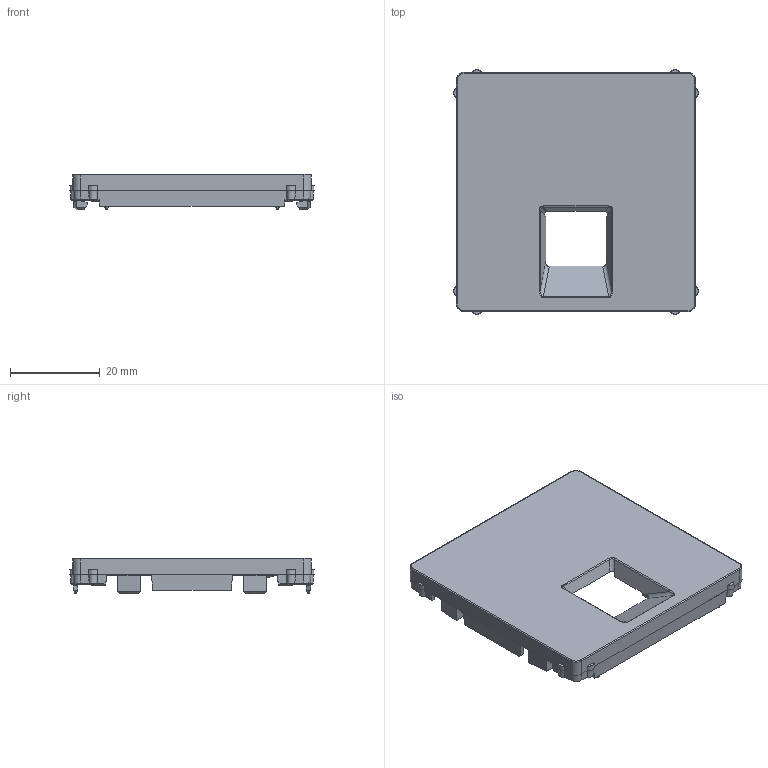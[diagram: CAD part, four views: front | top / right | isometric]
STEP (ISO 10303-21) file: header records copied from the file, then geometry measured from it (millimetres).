
FILE_DESCRIPTION(('CATIA V5 STEP Exchange','CAx-IF Rec.Pracs.--- Model Styling and Organization---1.4--- 2014-01-23'),'2;1');
FILE_NAME('755410_AllCATPart.stp','2020-02-25T08:57:20+00:00',('none'),('none'),'CATIA Version 5-6 Release 2017 SP3','CATIA V5 STEP AP214','none');
FILE_SCHEMA(('AUTOMOTIVE_DESIGN { 1 0 10303 214 1 1 1 1 }'));
Length unit declared in the file: millimetre
Products named in the file (1): 755410_AllCATPart
Bounding box: 54.4 x 54.4 x 8 mm (x, y, z)
Volume: 4605.9 mm3; surface area: 8124.9 mm2
Topology: 1 solids, 1 shells, 262 faces, 706 edges, 437 vertices
Faces by surface type: plane 150, cone 36, bspline 36, cylinder 26, revolution 8, torus 4, sphere 2
Entity records: 10341 total; most frequent: CARTESIAN_POINT 4613, ORIENTED_EDGE 1384, EDGE_CURVE 692, DIRECTION 684, VERTEX_POINT 437, B_SPLINE_CURVE_WITH_KNOTS 342, VECTOR 305, LINE 305
